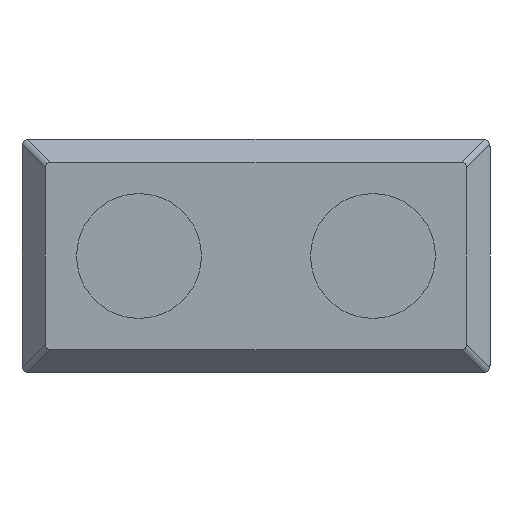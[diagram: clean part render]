
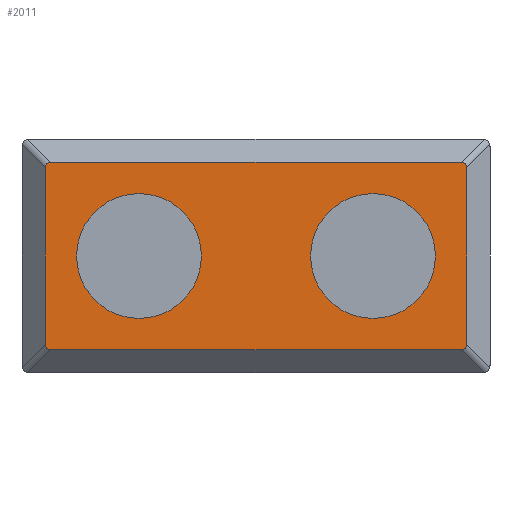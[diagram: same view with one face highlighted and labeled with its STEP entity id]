
A CAD part, left-side view. The second image highlights one B-rep face of the part: STEP entity #2011.
In plain terms, the highlighted planar face has unit normal (-1, 0, 0).
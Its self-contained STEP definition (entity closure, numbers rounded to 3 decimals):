
#6 = VERTEX_POINT ( 'NONE', #489 ) ;
#24 = CARTESIAN_POINT ( 'NONE',  ( -8., 26.293, -12. ) ) ;
#35 = VERTEX_POINT ( 'NONE', #534 ) ;
#58 = ORIENTED_EDGE ( 'NONE', *, *, #912, .T. ) ;
#110 = ORIENTED_EDGE ( 'NONE', *, *, #2212, .T. ) ;
#113 = VECTOR ( 'NONE', #2009, 1000. ) ;
#117 = CARTESIAN_POINT ( 'NONE',  ( -8., -26.741, -12. ) ) ;
#149 = CARTESIAN_POINT ( 'NONE',  ( -8., -27., -11.741 ) ) ;
#167 = CARTESIAN_POINT ( 'NONE',  ( -8., 7., 0. ) ) ;
#168 = FACE_BOUND ( 'NONE', #1271, .T. ) ;
#219 = EDGE_CURVE ( 'NONE', #6, #329, #619, .T. ) ;
#251 =( BOUNDED_CURVE ( )  B_SPLINE_CURVE ( 3, ( #1666, #117, #149, #2230 ),
 .UNSPECIFIED., .F., .F. ) 
 B_SPLINE_CURVE_WITH_KNOTS ( ( 4, 4 ),
 ( 2.618, 3.665 ),
 .UNSPECIFIED. ) 
 CURVE ( )  GEOMETRIC_REPRESENTATION_ITEM ( )  RATIONAL_B_SPLINE_CURVE ( ( 1., 0.911, 0.911, 1. ) ) 
 REPRESENTATION_ITEM ( '' )  );
#256 = VERTEX_POINT ( 'NONE', #167 ) ;
#274 = CARTESIAN_POINT ( 'NONE',  ( -8., 26.741, 12. ) ) ;
#282 = EDGE_CURVE ( 'NONE', #35, #589, #2045, .T. ) ;
#283 = CARTESIAN_POINT ( 'NONE',  ( -8., -26.293, 12. ) ) ;
#296 = VERTEX_POINT ( 'NONE', #858 ) ;
#319 = ORIENTED_EDGE ( 'NONE', *, *, #282, .T. ) ;
#329 = VERTEX_POINT ( 'NONE', #1070 ) ;
#375 = CARTESIAN_POINT ( 'NONE',  ( -8., -23., 0. ) ) ;
#390 = CARTESIAN_POINT ( 'NONE',  ( -8., 26.293, 12. ) ) ;
#398 = CARTESIAN_POINT ( 'NONE',  ( -8., -32.185, 12. ) ) ;
#412 = AXIS2_PLACEMENT_3D ( 'NONE', #1928, #1938, #1920 ) ;
#422 = VERTEX_POINT ( 'NONE', #1780 ) ;
#424 = ORIENTED_EDGE ( 'NONE', *, *, #2085, .T. ) ;
#425 = CARTESIAN_POINT ( 'NONE',  ( -8., 27., -15.685 ) ) ;
#430 = CARTESIAN_POINT ( 'NONE',  ( -8., -26.741, 12. ) ) ;
#437 = LINE ( 'NONE', #857, #2072 ) ;
#468 = EDGE_CURVE ( 'NONE', #256, #1843, #2083, .T. ) ;
#489 = CARTESIAN_POINT ( 'NONE',  ( -8., -26.293, 12. ) ) ;
#519 = VECTOR ( 'NONE', #2150, 1000. ) ;
#521 = CARTESIAN_POINT ( 'NONE',  ( -8., 26.741, -12. ) ) ;
#534 = CARTESIAN_POINT ( 'NONE',  ( -8., 27., -11.293 ) ) ;
#539 = DIRECTION ( 'NONE',  ( 1., 0., 0. ) ) ;
#569 = FACE_OUTER_BOUND ( 'NONE', #1113, .T. ) ;
#571 = VERTEX_POINT ( 'NONE', #375 ) ;
#589 = VERTEX_POINT ( 'NONE', #1957 ) ;
#619 =( BOUNDED_CURVE ( )  B_SPLINE_CURVE ( 3, ( #283, #430, #780, #1847 ),
 .UNSPECIFIED., .F., .F. ) 
 B_SPLINE_CURVE_WITH_KNOTS ( ( 4, 4 ),
 ( 2.618, 3.665 ),
 .UNSPECIFIED. ) 
 CURVE ( )  GEOMETRIC_REPRESENTATION_ITEM ( )  RATIONAL_B_SPLINE_CURVE ( ( 1., 0.911, 0.911, 1. ) ) 
 REPRESENTATION_ITEM ( '' )  );
#622 = EDGE_CURVE ( 'NONE', #6, #1963, #1144, .T. ) ;
#649 = EDGE_CURVE ( 'NONE', #571, #2217, #1864, .T. ) ;
#672 = ORIENTED_EDGE ( 'NONE', *, *, #1514, .T. ) ;
#675 = VERTEX_POINT ( 'NONE', #1123 ) ;
#714 = CIRCLE ( 'NONE', #1316, 8. ) ;
#720 = CARTESIAN_POINT ( 'NONE',  ( -8., -7., 0. ) ) ;
#733 =( BOUNDED_CURVE ( )  B_SPLINE_CURVE ( 3, ( #1839, #274, #1365, #2251 ),
 .UNSPECIFIED., .F., .F. ) 
 B_SPLINE_CURVE_WITH_KNOTS ( ( 4, 4 ),
 ( 5.76, 6.807 ),
 .UNSPECIFIED. ) 
 CURVE ( )  GEOMETRIC_REPRESENTATION_ITEM ( )  RATIONAL_B_SPLINE_CURVE ( ( 1., 0.911, 0.911, 1. ) ) 
 REPRESENTATION_ITEM ( '' )  );
#780 = CARTESIAN_POINT ( 'NONE',  ( -8., -27., 11.741 ) ) ;
#781 = DIRECTION ( 'NONE',  ( 0., 0., -1. ) ) ;
#818 = EDGE_CURVE ( 'NONE', #1963, #675, #733, .T. ) ;
#828 = DIRECTION ( 'NONE',  ( 1., 0., 0. ) ) ;
#857 = CARTESIAN_POINT ( 'NONE',  ( -8., -27., -15.685 ) ) ;
#858 = CARTESIAN_POINT ( 'NONE',  ( -8., -26.293, -12. ) ) ;
#884 = ORIENTED_EDGE ( 'NONE', *, *, #219, .F. ) ;
#899 = DIRECTION ( 'NONE',  ( 0., -1., 0. ) ) ;
#911 = ORIENTED_EDGE ( 'NONE', *, *, #622, .T. ) ;
#912 = EDGE_CURVE ( 'NONE', #2217, #571, #714, .T. ) ;
#943 = DIRECTION ( 'NONE',  ( 1., 0., 0. ) ) ;
#978 = AXIS2_PLACEMENT_3D ( 'NONE', #1956, #1775, #1261 ) ;
#1021 = CARTESIAN_POINT ( 'NONE',  ( -8., 27., -11.293 ) ) ;
#1070 = CARTESIAN_POINT ( 'NONE',  ( -8., -27., 11.293 ) ) ;
#1094 = CARTESIAN_POINT ( 'NONE',  ( -8., -15., 0. ) ) ;
#1096 = EDGE_CURVE ( 'NONE', #675, #35, #1740, .T. ) ;
#1097 = ORIENTED_EDGE ( 'NONE', *, *, #1211, .T. ) ;
#1103 = ORIENTED_EDGE ( 'NONE', *, *, #649, .T. ) ;
#1113 = EDGE_LOOP ( 'NONE', ( #672, #884, #911, #1457, #1614, #319, #424, #1097 ) ) ;
#1123 = CARTESIAN_POINT ( 'NONE',  ( -8., 27., 11.293 ) ) ;
#1144 = LINE ( 'NONE', #398, #519 ) ;
#1173 = DIRECTION ( 'NONE',  ( 0., 1., 0. ) ) ;
#1211 = EDGE_CURVE ( 'NONE', #296, #422, #251, .T. ) ;
#1261 = DIRECTION ( 'NONE',  ( 0., -1., 0. ) ) ;
#1271 = EDGE_LOOP ( 'NONE', ( #2225, #110 ) ) ;
#1316 = AXIS2_PLACEMENT_3D ( 'NONE', #1359, #828, #1173 ) ;
#1320 = EDGE_LOOP ( 'NONE', ( #58, #1103 ) ) ;
#1326 = AXIS2_PLACEMENT_3D ( 'NONE', #1564, #539, #899 ) ;
#1359 = CARTESIAN_POINT ( 'NONE',  ( -8., -15., 0. ) ) ;
#1365 = CARTESIAN_POINT ( 'NONE',  ( -8., 27., 11.741 ) ) ;
#1457 = ORIENTED_EDGE ( 'NONE', *, *, #818, .T. ) ;
#1458 = CARTESIAN_POINT ( 'NONE',  ( -8., -32.185, -12. ) ) ;
#1514 = EDGE_CURVE ( 'NONE', #422, #329, #437, .T. ) ;
#1518 = DIRECTION ( 'NONE',  ( 0., 0., 1. ) ) ;
#1564 = CARTESIAN_POINT ( 'NONE',  ( -8., 15., 0. ) ) ;
#1602 = PLANE ( 'NONE',  #978 ) ;
#1614 = ORIENTED_EDGE ( 'NONE', *, *, #1096, .T. ) ;
#1637 = DIRECTION ( 'NONE',  ( 0., 1., 0. ) ) ;
#1666 = CARTESIAN_POINT ( 'NONE',  ( -8., -26.293, -12. ) ) ;
#1740 = LINE ( 'NONE', #425, #1860 ) ;
#1775 = DIRECTION ( 'NONE',  ( -1., 0., 0. ) ) ;
#1780 = CARTESIAN_POINT ( 'NONE',  ( -8., -27., -11.293 ) ) ;
#1839 = CARTESIAN_POINT ( 'NONE',  ( -8., 26.293, 12. ) ) ;
#1843 = VERTEX_POINT ( 'NONE', #1844 ) ;
#1844 = CARTESIAN_POINT ( 'NONE',  ( -8., 23., 0. ) ) ;
#1847 = CARTESIAN_POINT ( 'NONE',  ( -8., -27., 11.293 ) ) ;
#1860 = VECTOR ( 'NONE', #781, 1000. ) ;
#1864 = CIRCLE ( 'NONE', #1948, 8. ) ;
#1920 = DIRECTION ( 'NONE',  ( 0., -1., 0. ) ) ;
#1928 = CARTESIAN_POINT ( 'NONE',  ( -8., 15., 0. ) ) ;
#1938 = DIRECTION ( 'NONE',  ( 1., 0., 0. ) ) ;
#1948 = AXIS2_PLACEMENT_3D ( 'NONE', #1094, #943, #1637 ) ;
#1956 = CARTESIAN_POINT ( 'NONE',  ( -8., 29.7, -13.2 ) ) ;
#1957 = CARTESIAN_POINT ( 'NONE',  ( -8., 26.293, -12. ) ) ;
#1963 = VERTEX_POINT ( 'NONE', #390 ) ;
#1969 = FACE_BOUND ( 'NONE', #1320, .T. ) ;
#2009 = DIRECTION ( 'NONE',  ( 0., -1., 0. ) ) ;
#2011 = ADVANCED_FACE ( 'NONE', ( #168, #1969, #569 ), #1602, .T. ) ;
#2045 =( BOUNDED_CURVE ( )  B_SPLINE_CURVE ( 3, ( #1021, #2091, #521, #24 ),
 .UNSPECIFIED., .F., .F. ) 
 B_SPLINE_CURVE_WITH_KNOTS ( ( 4, 4 ),
 ( 2.618, 3.665 ),
 .UNSPECIFIED. ) 
 CURVE ( )  GEOMETRIC_REPRESENTATION_ITEM ( )  RATIONAL_B_SPLINE_CURVE ( ( 1., 0.911, 0.911, 1. ) ) 
 REPRESENTATION_ITEM ( '' )  );
#2072 = VECTOR ( 'NONE', #1518, 1000. ) ;
#2083 = CIRCLE ( 'NONE', #412, 8. ) ;
#2085 = EDGE_CURVE ( 'NONE', #589, #296, #2241, .T. ) ;
#2091 = CARTESIAN_POINT ( 'NONE',  ( -8., 27., -11.741 ) ) ;
#2150 = DIRECTION ( 'NONE',  ( 0., 1., 0. ) ) ;
#2190 = CIRCLE ( 'NONE', #1326, 8. ) ;
#2212 = EDGE_CURVE ( 'NONE', #1843, #256, #2190, .T. ) ;
#2217 = VERTEX_POINT ( 'NONE', #720 ) ;
#2225 = ORIENTED_EDGE ( 'NONE', *, *, #468, .T. ) ;
#2230 = CARTESIAN_POINT ( 'NONE',  ( -8., -27., -11.293 ) ) ;
#2241 = LINE ( 'NONE', #1458, #113 ) ;
#2251 = CARTESIAN_POINT ( 'NONE',  ( -8., 27., 11.293 ) ) ;
